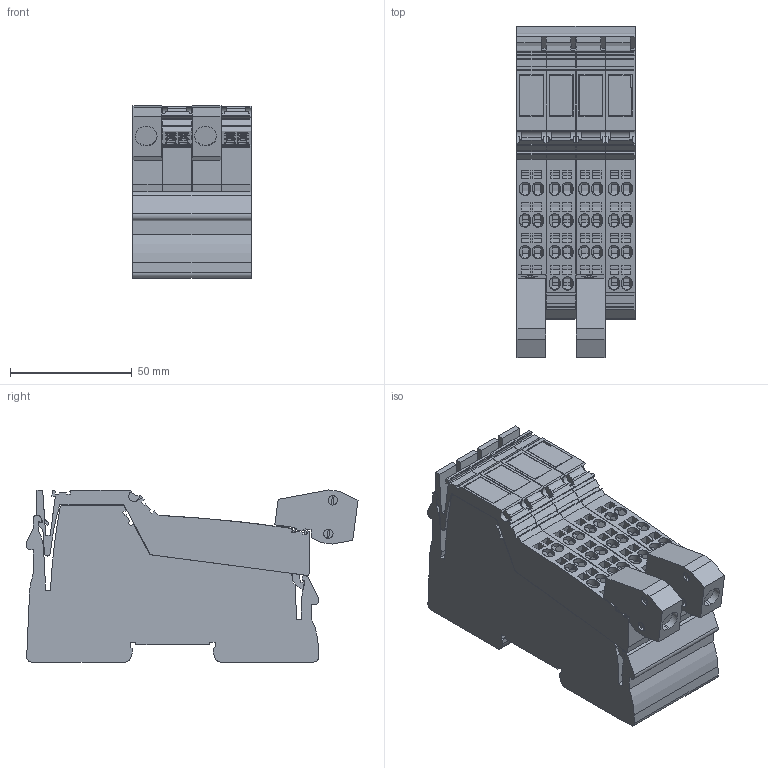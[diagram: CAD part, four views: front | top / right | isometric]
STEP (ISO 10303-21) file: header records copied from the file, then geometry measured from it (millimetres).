
FILE_DESCRIPTION(('Creo Elements/Direct Modeling STEP Export'),'2;1');
FILE_NAME('model.stp','2020-12-03T 8:54:23',(''),(''),'Creo Elements/Direct Modeling STEP processor for AP214 (Solid Model)','Creo Elements/Direct Modeling 20.1A 29-Sep-2018 (C) Parametric Technology GmbH','');
FILE_SCHEMA(('AUTOMOTIVE_DESIGN { 1 0 10303 214 1 1 1 1 }'));
Length unit declared in the file: millimetre
Products named in the file (6): L-L_ST_GN_6021-select.3; L_L_8_GEH_GN_6021-select; L_L_KGG_GN_6021-select; L_L_LWL_GN_HKS_66K_AUSSEN-select; L_L_LWL_GN_HKS_66K-select.3; IB_IL_SGI_2_F_..._PAC-select
Assembly tree (11 placements, depth 2):
  IB_IL_SGI_2_F_..._PAC-select
    L_L_LWL_GN_HKS_66K-select.3  x3
    L_L_LWL_GN_HKS_66K_AUSSEN-select
    L_L_KGG_GN_6021-select  x2
    L-L_ST_GN_6021-select.3  x4
    L_L_8_GEH_GN_6021-select
Bounding box: 48.6 x 136.17 x 70.58 mm (x, y, z)
Volume: 331413.3 mm3; surface area: 89319.9 mm2
Topology: 11 solids, 11 shells, 2239 faces, 5891 edges, 3896 vertices
Faces by surface type: plane 1906, cylinder 221, cone 112
Entity records: 42876 total; most frequent: CARTESIAN_POINT 8722, ORIENTED_EDGE 5486, DIRECTION 4907, EDGE_CURVE 2743, VECTOR 2463, LINE 2463, VERTEX_POINT 1821, AXIS2_PLACEMENT_3D 1222
